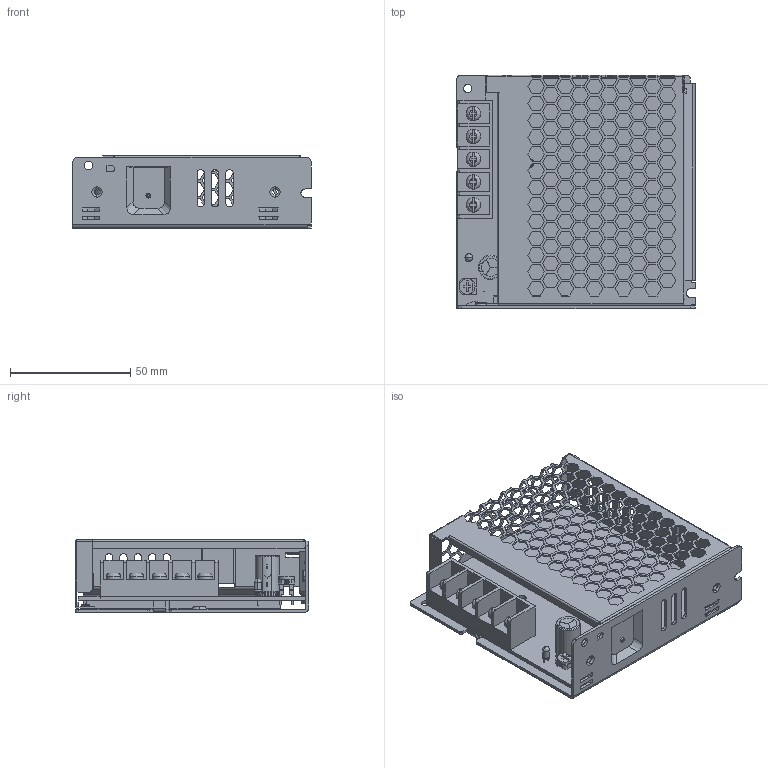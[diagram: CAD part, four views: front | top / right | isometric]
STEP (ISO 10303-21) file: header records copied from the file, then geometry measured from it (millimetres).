
FILE_DESCRIPTION((''),'2;1');
FILE_NAME('LRS-75_ASM_1_ASM_ASM_ASM','2024-06-11T',('Administrator'),(''),'PRO/ENGINEER BY PARAMETRIC TECHNOLOGY CORPORATION, 2010280','PRO/ENGINEER BY PARAMETRIC TECHNOLOGY CORPORATION, 2010280','');
FILE_SCHEMA(('CONFIG_CONTROL_DESIGN','SHAPE_APPEARANCE_LAYERS_GROUPS'));
Products named in the file (7): TY_2_1; PCB_1; PRT0003; DIAN-RONG10MM_1; PRT0004; 5P_1; LRS-75_ASM_1_ASM_ASM_ASM
Assembly tree (6 placements, depth 2):
  LRS-75_ASM_1_ASM_ASM_ASM
    TY_2_1
    PCB_1
    PRT0003
    DIAN-RONG10MM_1
    PRT0004
    5P_1
Bounding box: 99 x 97 x 30 mm (x, y, z)
Volume: 42983.1 mm3; surface area: 68227.1 mm2
Topology: 7 solids, 9 shells, 1851 faces, 5557 edges, 3722 vertices
Faces by surface type: plane 1536, cylinder 219, torus 38, bspline 36, extrusion 18, cone 2, sphere 2
Entity records: 84852 total; most frequent: CARTESIAN_POINT 15103, ORIENTED_EDGE 11102, DIRECTION 9510, PRESENTATION_STYLE_ASSIGNMENT 5839, STYLED_ITEM 5563, CURVE_STYLE 5555, EDGE_CURVE 5555, VECTOR 4754
